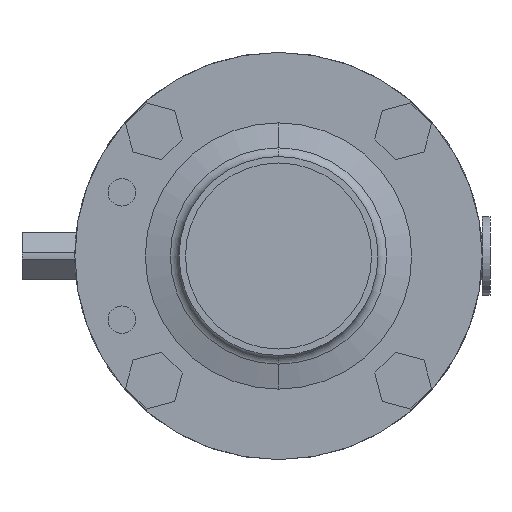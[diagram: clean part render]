
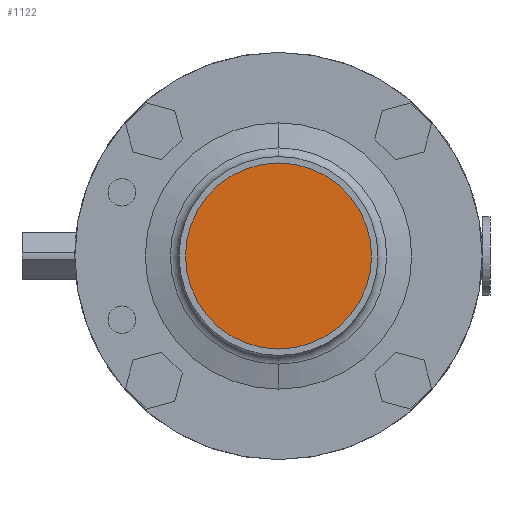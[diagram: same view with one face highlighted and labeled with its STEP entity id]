
A CAD part, left-side view. The second image highlights one B-rep face of the part: STEP entity #1122.
In plain terms, the highlighted face is planar.
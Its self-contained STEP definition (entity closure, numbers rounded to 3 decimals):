
#106 = AXIS2_PLACEMENT_3D ( 'NONE', #1953, #1622, #720 ) ;
#513 = DIRECTION ( 'NONE',  ( 0., 0., 1. ) ) ;
#557 = CARTESIAN_POINT ( 'NONE',  ( 10., 0., -23.75 ) ) ;
#720 = DIRECTION ( 'NONE',  ( 0., 0., 1. ) ) ;
#836 = DIRECTION ( 'NONE',  ( -1., 0., 0. ) ) ;
#863 = DIRECTION ( 'NONE',  ( -1., 0., 0. ) ) ;
#1110 = EDGE_CURVE ( 'NONE', #1587, #2156, #1577, .T. ) ;
#1122 = ADVANCED_FACE ( 'NONE', ( #1526 ), #1908, .F. ) ;
#1274 = AXIS2_PLACEMENT_3D ( 'NONE', #2145, #836, #1393 ) ;
#1296 = CARTESIAN_POINT ( 'NONE',  ( 10., 0., 23.75 ) ) ;
#1393 = DIRECTION ( 'NONE',  ( 0., 0., 1. ) ) ;
#1526 = FACE_OUTER_BOUND ( 'NONE', #2069, .T. ) ;
#1577 = CIRCLE ( 'NONE', #1870, 23.75 ) ;
#1587 = VERTEX_POINT ( 'NONE', #1296 ) ;
#1592 = CARTESIAN_POINT ( 'NONE',  ( 10., 0., 0. ) ) ;
#1622 = DIRECTION ( 'NONE',  ( -1., 0., 0. ) ) ;
#1870 = AXIS2_PLACEMENT_3D ( 'NONE', #1592, #863, #513 ) ;
#1878 = ORIENTED_EDGE ( 'NONE', *, *, #1110, .F. ) ;
#1881 = EDGE_CURVE ( 'NONE', #2156, #1587, #1996, .T. ) ;
#1908 = PLANE ( 'NONE',  #1274 ) ;
#1953 = CARTESIAN_POINT ( 'NONE',  ( 10., 0., 0. ) ) ;
#1996 = CIRCLE ( 'NONE', #106, 23.75 ) ;
#2069 = EDGE_LOOP ( 'NONE', ( #1878, #2208 ) ) ;
#2145 = CARTESIAN_POINT ( 'NONE',  ( 10., 23.75, 0. ) ) ;
#2156 = VERTEX_POINT ( 'NONE', #557 ) ;
#2208 = ORIENTED_EDGE ( 'NONE', *, *, #1881, .F. ) ;
